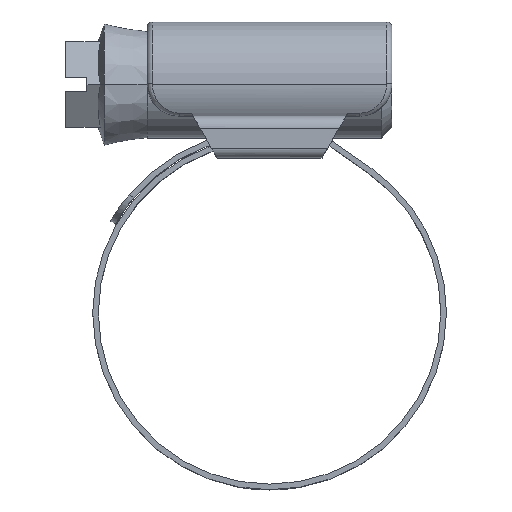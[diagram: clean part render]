
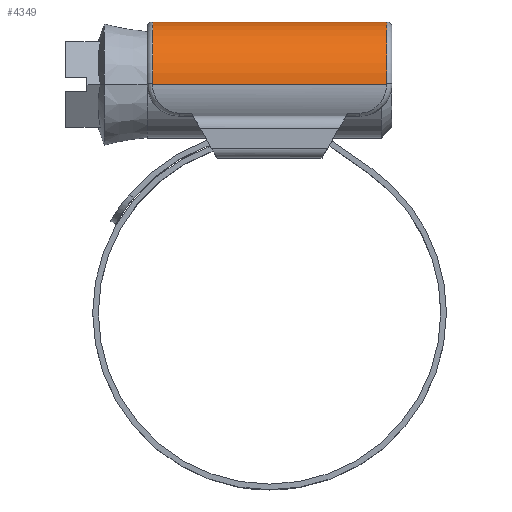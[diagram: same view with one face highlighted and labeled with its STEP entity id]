
A CAD part, top view. The second image highlights one B-rep face of the part: STEP entity #4349.
In plain terms, the highlighted cylindrical face has radius 5.85 mm (diameter 11.7 mm), a partial arc.
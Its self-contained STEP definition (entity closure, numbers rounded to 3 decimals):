
#215 = B_SPLINE_CURVE_WITH_KNOTS ( 'NONE', 3,
 ( #1106, #4551, #1692, #7640 ),
 .UNSPECIFIED., .F., .F.,
 ( 4, 4 ),
 ( 0.004, 0.004 ),
 .UNSPECIFIED. ) ;
#247 = DIRECTION ( 'NONE',  ( 0., 0., -1. ) ) ;
#257 = LINE ( 'NONE', #3788, #5319 ) ;
#340 = DIRECTION ( 'NONE',  ( 0., 0., 1. ) ) ;
#536 = CYLINDRICAL_SURFACE ( 'NONE', #4034, 5.85 ) ;
#654 = ORIENTED_EDGE ( 'NONE', *, *, #7606, .T. ) ;
#1015 = CARTESIAN_POINT ( 'NONE',  ( -10.938, 21.405, 5.85 ) ) ;
#1037 = ORIENTED_EDGE ( 'NONE', *, *, #2112, .T. ) ;
#1095 = VERTEX_POINT ( 'NONE', #6587 ) ;
#1106 = CARTESIAN_POINT ( 'NONE',  ( 10.937, 21.35, 5.85 ) ) ;
#1245 = CARTESIAN_POINT ( 'NONE',  ( -10.937, 21.368, -5.85 ) ) ;
#1692 = CARTESIAN_POINT ( 'NONE',  ( 10.937, 21.386, 5.85 ) ) ;
#1739 = B_SPLINE_CURVE_WITH_KNOTS ( 'NONE', 3,
 ( #4216, #1245, #6447, #3556 ),
 .UNSPECIFIED., .F., .F.,
 ( 4, 4 ),
 ( 0.004, 0.004 ),
 .UNSPECIFIED. ) ;
#1746 = VERTEX_POINT ( 'NONE', #4816 ) ;
#1805 = EDGE_CURVE ( 'NONE', #1095, #1746, #7340, .T. ) ;
#1848 = CARTESIAN_POINT ( 'NONE',  ( -11.438, 21.35, 5.85 ) ) ;
#1965 = ORIENTED_EDGE ( 'NONE', *, *, #5604, .F. ) ;
#2112 = EDGE_CURVE ( 'NONE', #4150, #1095, #1739, .T. ) ;
#2270 = ORIENTED_EDGE ( 'NONE', *, *, #6451, .T. ) ;
#2478 = EDGE_LOOP ( 'NONE', ( #7553, #7531, #654, #5037, #2270, #1965, #1037, #3023 ) ) ;
#2558 = CARTESIAN_POINT ( 'NONE',  ( -10.938, 21.35, 0. ) ) ;
#2602 = CIRCLE ( 'NONE', #4836, 5.85 ) ;
#2733 = CARTESIAN_POINT ( 'NONE',  ( 10.937, 21.405, 5.85 ) ) ;
#2937 = CARTESIAN_POINT ( 'NONE',  ( -11.438, 21.35, 0. ) ) ;
#3023 = ORIENTED_EDGE ( 'NONE', *, *, #1805, .T. ) ;
#3345 = CARTESIAN_POINT ( 'NONE',  ( -10.937, 21.35, 5.85 ) ) ;
#3366 = CARTESIAN_POINT ( 'NONE',  ( -10.938, 21.386, 5.85 ) ) ;
#3450 = CARTESIAN_POINT ( 'NONE',  ( -10.937, 21.368, 5.85 ) ) ;
#3556 = CARTESIAN_POINT ( 'NONE',  ( -10.937, 21.405, -5.85 ) ) ;
#3636 = VERTEX_POINT ( 'NONE', #3345 ) ;
#3788 = CARTESIAN_POINT ( 'NONE',  ( -11.437, 21.35, -5.85 ) ) ;
#3859 = DIRECTION ( 'NONE',  ( 1., 0., 0. ) ) ;
#3888 = DIRECTION ( 'NONE',  ( -1., 0., 0. ) ) ;
#4034 = AXIS2_PLACEMENT_3D ( 'NONE', #2937, #4100, #5877 ) ;
#4100 = DIRECTION ( 'NONE',  ( 1., 0., 0. ) ) ;
#4115 = LINE ( 'NONE', #1848, #6262 ) ;
#4150 = VERTEX_POINT ( 'NONE', #4454 ) ;
#4196 = DIRECTION ( 'NONE',  ( 1., 0., 0. ) ) ;
#4216 = CARTESIAN_POINT ( 'NONE',  ( -10.937, 21.35, -5.85 ) ) ;
#4306 = CARTESIAN_POINT ( 'NONE',  ( 10.938, 21.405, -5.85 ) ) ;
#4337 = DIRECTION ( 'NONE',  ( 1., 0., 0. ) ) ;
#4349 = ADVANCED_FACE ( 'NONE', ( #4609 ), #536, .T. ) ;
#4454 = CARTESIAN_POINT ( 'NONE',  ( -10.937, 21.35, -5.85 ) ) ;
#4551 = CARTESIAN_POINT ( 'NONE',  ( 10.937, 21.368, 5.85 ) ) ;
#4575 = VERTEX_POINT ( 'NONE', #2733 ) ;
#4608 = B_SPLINE_CURVE_WITH_KNOTS ( 'NONE', 3,
 ( #1015, #3366, #3450, #5726 ),
 .UNSPECIFIED., .F., .F.,
 ( 4, 4 ),
 ( 0., 0. ),
 .UNSPECIFIED. ) ;
#4609 = FACE_OUTER_BOUND ( 'NONE', #2478, .T. ) ;
#4816 = CARTESIAN_POINT ( 'NONE',  ( -10.938, 21.405, 5.85 ) ) ;
#4836 = AXIS2_PLACEMENT_3D ( 'NONE', #5557, #3888, #247 ) ;
#5037 = ORIENTED_EDGE ( 'NONE', *, *, #5978, .T. ) ;
#5290 = CARTESIAN_POINT ( 'NONE',  ( 10.937, 21.35, 5.85 ) ) ;
#5319 = VECTOR ( 'NONE', #3859, 1000. ) ;
#5466 = EDGE_CURVE ( 'NONE', #1746, #3636, #4608, .T. ) ;
#5557 = CARTESIAN_POINT ( 'NONE',  ( 10.938, 21.35, 0. ) ) ;
#5604 = EDGE_CURVE ( 'NONE', #4150, #5988, #257, .T. ) ;
#5726 = CARTESIAN_POINT ( 'NONE',  ( -10.937, 21.35, 5.85 ) ) ;
#5767 = CARTESIAN_POINT ( 'NONE',  ( 10.938, 21.405, -5.85 ) ) ;
#5877 = DIRECTION ( 'NONE',  ( 0., 0., -1. ) ) ;
#5978 = EDGE_CURVE ( 'NONE', #4575, #7385, #2602, .T. ) ;
#5988 = VERTEX_POINT ( 'NONE', #7291 ) ;
#6036 = CARTESIAN_POINT ( 'NONE',  ( 10.938, 21.386, -5.85 ) ) ;
#6238 = B_SPLINE_CURVE_WITH_KNOTS ( 'NONE', 3,
 ( #4306, #6036, #6646, #7353 ),
 .UNSPECIFIED., .F., .F.,
 ( 4, 4 ),
 ( 0., 0. ),
 .UNSPECIFIED. ) ;
#6262 = VECTOR ( 'NONE', #4196, 1000. ) ;
#6447 = CARTESIAN_POINT ( 'NONE',  ( -10.937, 21.386, -5.85 ) ) ;
#6451 = EDGE_CURVE ( 'NONE', #7385, #5988, #6238, .T. ) ;
#6587 = CARTESIAN_POINT ( 'NONE',  ( -10.937, 21.405, -5.85 ) ) ;
#6646 = CARTESIAN_POINT ( 'NONE',  ( 10.937, 21.368, -5.85 ) ) ;
#7259 = EDGE_CURVE ( 'NONE', #3636, #7648, #4115, .T. ) ;
#7291 = CARTESIAN_POINT ( 'NONE',  ( 10.937, 21.35, -5.85 ) ) ;
#7340 = CIRCLE ( 'NONE', #7346, 5.85 ) ;
#7346 = AXIS2_PLACEMENT_3D ( 'NONE', #2558, #4337, #340 ) ;
#7353 = CARTESIAN_POINT ( 'NONE',  ( 10.937, 21.35, -5.85 ) ) ;
#7385 = VERTEX_POINT ( 'NONE', #5767 ) ;
#7531 = ORIENTED_EDGE ( 'NONE', *, *, #7259, .T. ) ;
#7553 = ORIENTED_EDGE ( 'NONE', *, *, #5466, .T. ) ;
#7606 = EDGE_CURVE ( 'NONE', #7648, #4575, #215, .T. ) ;
#7640 = CARTESIAN_POINT ( 'NONE',  ( 10.937, 21.405, 5.85 ) ) ;
#7648 = VERTEX_POINT ( 'NONE', #5290 ) ;
